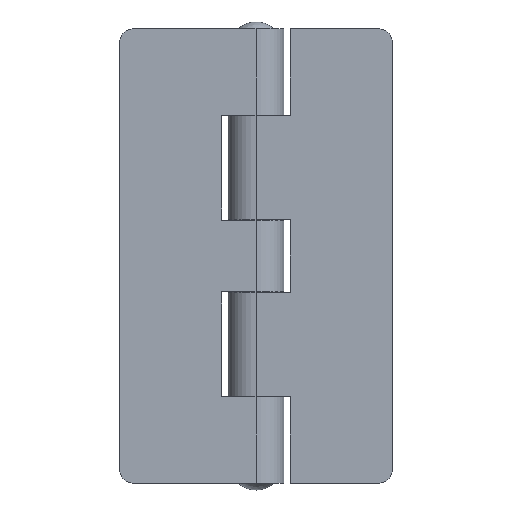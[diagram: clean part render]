
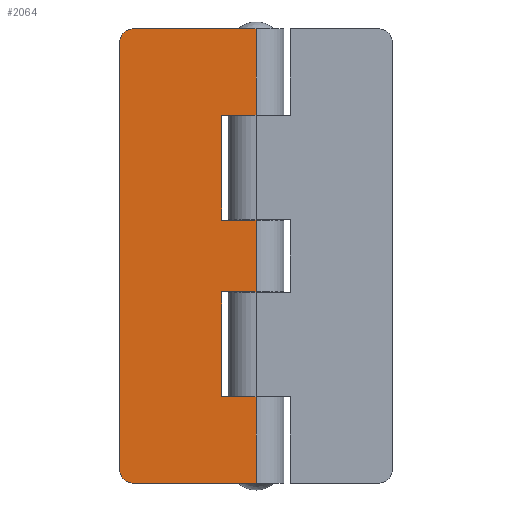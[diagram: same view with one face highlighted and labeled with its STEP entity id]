
A CAD part, front view. The second image highlights one B-rep face of the part: STEP entity #2064.
In plain terms, the highlighted planar face has unit normal (0, -1, 0).
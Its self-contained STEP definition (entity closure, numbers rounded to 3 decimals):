
#32 = AXIS2_PLACEMENT_3D ( 'NONE', #1424, #165, #146 ) ;
#38 = VERTEX_POINT ( 'NONE', #1107 ) ;
#56 = DIRECTION ( 'NONE',  ( -1., 0., 0. ) ) ;
#63 = DIRECTION ( 'NONE',  ( -1., 0., 0. ) ) ;
#130 = CARTESIAN_POINT ( 'NONE',  ( 0., -6.15, 50. ) ) ;
#136 = AXIS2_PLACEMENT_3D ( 'NONE', #1653, #2192, #56 ) ;
#146 = DIRECTION ( 'NONE',  ( -1., 0., 0. ) ) ;
#149 = ORIENTED_EDGE ( 'NONE', *, *, #1475, .F. ) ;
#162 = CARTESIAN_POINT ( 'NONE',  ( 0., -6.15, 7.9 ) ) ;
#165 = DIRECTION ( 'NONE',  ( 0., 1., 0. ) ) ;
#222 = CARTESIAN_POINT ( 'NONE',  ( 0., -6.15, 50. ) ) ;
#226 = CARTESIAN_POINT ( 'NONE',  ( -27., -6.15, 50. ) ) ;
#228 = CARTESIAN_POINT ( 'NONE',  ( 0., -6.15, 50. ) ) ;
#234 = CARTESIAN_POINT ( 'NONE',  ( -27., -6.15, -47. ) ) ;
#253 = VECTOR ( 'NONE', #2235, 1000. ) ;
#279 = ORIENTED_EDGE ( 'NONE', *, *, #1031, .F. ) ;
#307 = VERTEX_POINT ( 'NONE', #2171 ) ;
#316 = ORIENTED_EDGE ( 'NONE', *, *, #1160, .F. ) ;
#317 = EDGE_CURVE ( 'NONE', #1218, #2174, #1775, .T. ) ;
#336 = CARTESIAN_POINT ( 'NONE',  ( -7.5, -6.15, 7.9 ) ) ;
#340 = EDGE_LOOP ( 'NONE', ( #149, #819, #999, #397, #1944, #279, #1578, #1749, #1372, #316, #688, #682, #2129, #485 ) ) ;
#369 = CARTESIAN_POINT ( 'NONE',  ( 0., -6.15, 50. ) ) ;
#389 = DIRECTION ( 'NONE',  ( -1., 0., 0. ) ) ;
#396 = LINE ( 'NONE', #1514, #1338 ) ;
#397 = ORIENTED_EDGE ( 'NONE', *, *, #905, .T. ) ;
#408 = LINE ( 'NONE', #222, #1422 ) ;
#468 = EDGE_CURVE ( 'NONE', #38, #2318, #2009, .T. ) ;
#485 = ORIENTED_EDGE ( 'NONE', *, *, #1394, .F. ) ;
#515 = CARTESIAN_POINT ( 'NONE',  ( 0., -6.15, -50. ) ) ;
#538 = VERTEX_POINT ( 'NONE', #637 ) ;
#545 = DIRECTION ( 'NONE',  ( 0., 0., 1. ) ) ;
#586 = VERTEX_POINT ( 'NONE', #710 ) ;
#608 = AXIS2_PLACEMENT_3D ( 'NONE', #234, #2253, #63 ) ;
#619 = CARTESIAN_POINT ( 'NONE',  ( -7.5, -6.15, 50. ) ) ;
#637 = CARTESIAN_POINT ( 'NONE',  ( -7.5, -6.15, -31. ) ) ;
#682 = ORIENTED_EDGE ( 'NONE', *, *, #317, .T. ) ;
#688 = ORIENTED_EDGE ( 'NONE', *, *, #874, .T. ) ;
#710 = CARTESIAN_POINT ( 'NONE',  ( -7.5, -6.15, -7.9 ) ) ;
#743 = CARTESIAN_POINT ( 'NONE',  ( -30., -6.15, 50. ) ) ;
#762 = DIRECTION ( 'NONE',  ( 1., 0., 0. ) ) ;
#794 = VERTEX_POINT ( 'NONE', #1119 ) ;
#819 = ORIENTED_EDGE ( 'NONE', *, *, #1770, .T. ) ;
#831 = CARTESIAN_POINT ( 'NONE',  ( 0., -6.15, -50. ) ) ;
#874 = EDGE_CURVE ( 'NONE', #1142, #1218, #1450, .T. ) ;
#888 = CARTESIAN_POINT ( 'NONE',  ( 0., -6.15, -31. ) ) ;
#905 = EDGE_CURVE ( 'NONE', #2318, #794, #2049, .T. ) ;
#949 = LINE ( 'NONE', #228, #253 ) ;
#950 = VERTEX_POINT ( 'NONE', #226 ) ;
#999 = ORIENTED_EDGE ( 'NONE', *, *, #468, .T. ) ;
#1006 = LINE ( 'NONE', #2266, #1190 ) ;
#1009 = VERTEX_POINT ( 'NONE', #831 ) ;
#1031 = EDGE_CURVE ( 'NONE', #1682, #1009, #396, .T. ) ;
#1034 = VECTOR ( 'NONE', #2000, 1000. ) ;
#1052 = LINE ( 'NONE', #515, #1034 ) ;
#1107 = CARTESIAN_POINT ( 'NONE',  ( -30., -6.15, 47. ) ) ;
#1110 = LINE ( 'NONE', #1667, #2062 ) ;
#1119 = CARTESIAN_POINT ( 'NONE',  ( -27., -6.15, -50. ) ) ;
#1142 = VERTEX_POINT ( 'NONE', #162 ) ;
#1160 = EDGE_CURVE ( 'NONE', #1142, #1548, #2337, .T. ) ;
#1184 = CIRCLE ( 'NONE', #136, 3. ) ;
#1190 = VECTOR ( 'NONE', #1334, 1000. ) ;
#1194 = VERTEX_POINT ( 'NONE', #369 ) ;
#1208 = VECTOR ( 'NONE', #1939, 1000. ) ;
#1218 = VERTEX_POINT ( 'NONE', #336 ) ;
#1226 = CARTESIAN_POINT ( 'NONE',  ( -7.5, -6.15, 50. ) ) ;
#1325 = CARTESIAN_POINT ( 'NONE',  ( 0., -6.15, -7.9 ) ) ;
#1334 = DIRECTION ( 'NONE',  ( 1., 0., 0. ) ) ;
#1337 = CARTESIAN_POINT ( 'NONE',  ( 0., -6.15, -31. ) ) ;
#1338 = VECTOR ( 'NONE', #2228, 1000. ) ;
#1372 = ORIENTED_EDGE ( 'NONE', *, *, #1773, .T. ) ;
#1394 = EDGE_CURVE ( 'NONE', #1194, #307, #949, .T. ) ;
#1422 = VECTOR ( 'NONE', #1478, 1000. ) ;
#1424 = CARTESIAN_POINT ( 'NONE',  ( 0., -6.15, 50. ) ) ;
#1450 = LINE ( 'NONE', #1745, #1208 ) ;
#1473 = DIRECTION ( 'NONE',  ( 0., 0., -1. ) ) ;
#1475 = EDGE_CURVE ( 'NONE', #950, #1194, #408, .T. ) ;
#1478 = DIRECTION ( 'NONE',  ( 1., 0., 0. ) ) ;
#1500 = VECTOR ( 'NONE', #389, 1000. ) ;
#1504 = EDGE_CURVE ( 'NONE', #1682, #538, #1675, .T. ) ;
#1514 = CARTESIAN_POINT ( 'NONE',  ( 0., -6.15, 50. ) ) ;
#1548 = VERTEX_POINT ( 'NONE', #1325 ) ;
#1578 = ORIENTED_EDGE ( 'NONE', *, *, #1504, .T. ) ;
#1581 = FACE_OUTER_BOUND ( 'NONE', #340, .T. ) ;
#1604 = CARTESIAN_POINT ( 'NONE',  ( -7.5, -6.15, 31. ) ) ;
#1613 = DIRECTION ( 'NONE',  ( 0., 0., -1. ) ) ;
#1616 = PLANE ( 'NONE',  #32 ) ;
#1618 = EDGE_CURVE ( 'NONE', #538, #586, #1659, .T. ) ;
#1653 = CARTESIAN_POINT ( 'NONE',  ( -27., -6.15, 47. ) ) ;
#1659 = LINE ( 'NONE', #619, #2223 ) ;
#1667 = CARTESIAN_POINT ( 'NONE',  ( 0., -6.15, -7.9 ) ) ;
#1673 = EDGE_CURVE ( 'NONE', #794, #1009, #1052, .T. ) ;
#1675 = LINE ( 'NONE', #1337, #1500 ) ;
#1682 = VERTEX_POINT ( 'NONE', #888 ) ;
#1739 = VECTOR ( 'NONE', #1613, 1000. ) ;
#1745 = CARTESIAN_POINT ( 'NONE',  ( 0., -6.15, 7.9 ) ) ;
#1749 = ORIENTED_EDGE ( 'NONE', *, *, #1618, .T. ) ;
#1752 = VECTOR ( 'NONE', #545, 1000. ) ;
#1770 = EDGE_CURVE ( 'NONE', #950, #38, #1184, .T. ) ;
#1773 = EDGE_CURVE ( 'NONE', #586, #1548, #1110, .T. ) ;
#1775 = LINE ( 'NONE', #1226, #1752 ) ;
#1939 = DIRECTION ( 'NONE',  ( -1., 0., 0. ) ) ;
#1944 = ORIENTED_EDGE ( 'NONE', *, *, #1673, .T. ) ;
#2000 = DIRECTION ( 'NONE',  ( 1., 0., 0. ) ) ;
#2002 = EDGE_CURVE ( 'NONE', #2174, #307, #1006, .T. ) ;
#2009 = LINE ( 'NONE', #743, #2094 ) ;
#2044 = DIRECTION ( 'NONE',  ( 0., 0., 1. ) ) ;
#2049 = CIRCLE ( 'NONE', #608, 3. ) ;
#2062 = VECTOR ( 'NONE', #762, 1000. ) ;
#2064 = ADVANCED_FACE ( 'NONE', ( #1581 ), #1616, .F. ) ;
#2094 = VECTOR ( 'NONE', #1473, 1000. ) ;
#2129 = ORIENTED_EDGE ( 'NONE', *, *, #2002, .T. ) ;
#2171 = CARTESIAN_POINT ( 'NONE',  ( 0., -6.15, 31. ) ) ;
#2174 = VERTEX_POINT ( 'NONE', #1604 ) ;
#2192 = DIRECTION ( 'NONE',  ( 0., -1., 0. ) ) ;
#2193 = CARTESIAN_POINT ( 'NONE',  ( -30., -6.15, -47. ) ) ;
#2223 = VECTOR ( 'NONE', #2044, 1000. ) ;
#2228 = DIRECTION ( 'NONE',  ( 0., 0., -1. ) ) ;
#2235 = DIRECTION ( 'NONE',  ( 0., 0., -1. ) ) ;
#2253 = DIRECTION ( 'NONE',  ( 0., -1., 0. ) ) ;
#2266 = CARTESIAN_POINT ( 'NONE',  ( 0., -6.15, 31. ) ) ;
#2318 = VERTEX_POINT ( 'NONE', #2193 ) ;
#2337 = LINE ( 'NONE', #130, #1739 ) ;
